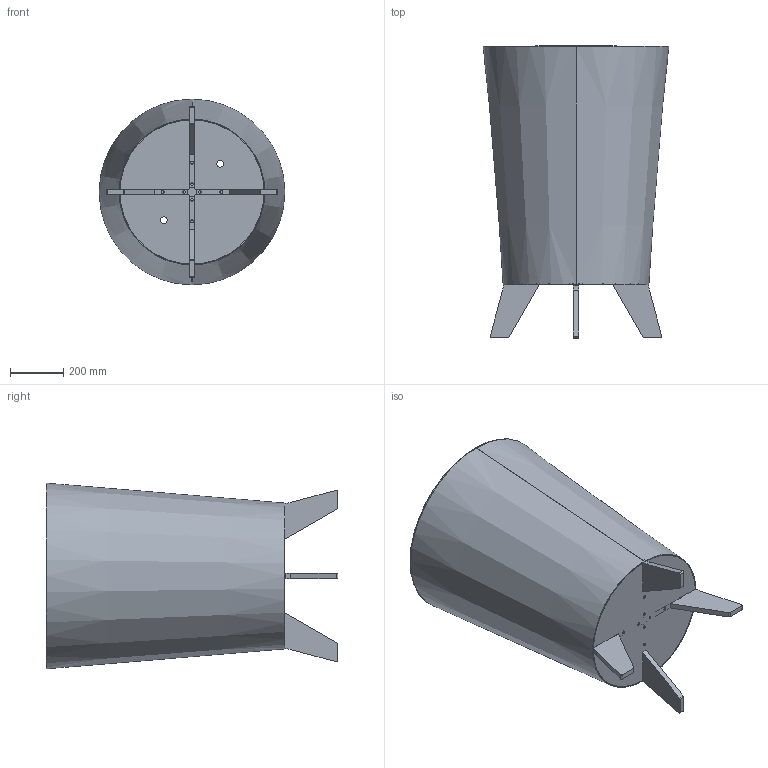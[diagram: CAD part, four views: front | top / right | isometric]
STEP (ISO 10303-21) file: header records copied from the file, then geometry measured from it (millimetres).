
FILE_DESCRIPTION (( 'STEP AP203' ), '1' );
FILE_NAME ('DUB-CDB3.STEP', '2019-12-17T13:49:04', ( '' ), ( '' ), 'SwSTEP 2.0', 'SolidWorks 2019', '' );
FILE_SCHEMA (( 'CONFIG_CONTROL_DESIGN' ));
Length unit declared in the file: millimetre
Products named in the file (6): DUB-CDB3 Wall; DUB-CDB3; DUB-CDB3 Foot; DUB-CDB3 Topring; DUB-CDB3 Innerring; DUB-CDB3 Botom
Assembly tree (10 placements, depth 2):
  DUB-CDB3
    DUB-CDB3 Wall
    DUB-CDB3 Innerring  x2
    DUB-CDB3 Topring  x2
    DUB-CDB3 Botom
    DUB-CDB3 Foot  x4
Bounding box: 700 x 1100 x 700 mm (x, y, z)
Volume: 8635499.4 mm3; surface area: 4612763.8 mm2
Topology: 10 solids, 10 shells, 154 faces, 402 edges, 268 vertices
Faces by surface type: plane 88, cylinder 60, cone 6
Entity records: 3326 total; most frequent: DIRECTION 476, CARTESIAN_POINT 443, ORIENTED_EDGE 420, EDGE_CURVE 210, AXIS2_PLACEMENT_3D 173, VERTEX_POINT 140, LINE 130, VECTOR 130
